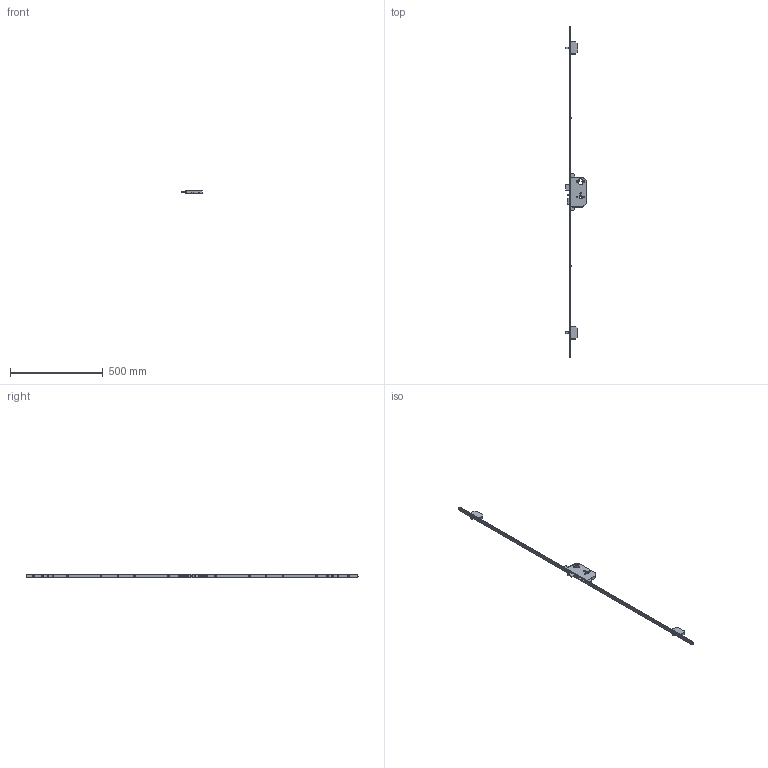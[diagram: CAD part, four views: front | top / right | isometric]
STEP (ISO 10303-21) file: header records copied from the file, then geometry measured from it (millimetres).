
FILE_DESCRIPTION (( 'STEP AP203' ), '1' );
FILE_NAME ('40433_DM60_20.STEP', '2023-10-31T16:04:55', ( '' ), ( '' ), 'SwSTEP 2.0', 'SolidWorks 2022', '' );
FILE_SCHEMA (( 'CONFIG_CONTROL_DESIGN' ));
Length unit declared in the file: millimetre
Products named in the file (10): D001304635-000_D001304635-020; D001313544-001; D001345066-000_D001345066-164_DM60_PE_SV; D001345176-001; D001345388-001; D001345368-001; D001127682-000_D001127682-001; 40433_DM60_20; D001345395-000_D001345395-001; D001345393-000_D001345393-001
Assembly tree (19 placements, depth 2):
  40433_DM60_20
    D001345066-000_D001345066-164_DM60_PE_SV
    D001345176-001  x2
    D001304635-000_D001304635-020
    D001313544-001  x2
    D001127682-000_D001127682-001  x7
    D001345368-001
    D001345388-001
    D001345393-000_D001345393-001  x2
    D001345395-000_D001345395-001  x2
Bounding box: 110 x 1788 x 20 mm (x, y, z)
Volume: 424735 mm3; surface area: 184218.6 mm2
Topology: 27 solids, 27 shells, 1155 faces, 2853 edges, 1763 vertices
Faces by surface type: plane 562, cylinder 441, cone 80, sphere 28, bspline 24, torus 20
Entity records: 22580 total; most frequent: CARTESIAN_POINT 3990, DIRECTION 3740, ORIENTED_EDGE 3516, EDGE_CURVE 1758, AXIS2_PLACEMENT_3D 1345, VERTEX_POINT 1119, LINE 1050, VECTOR 1050
